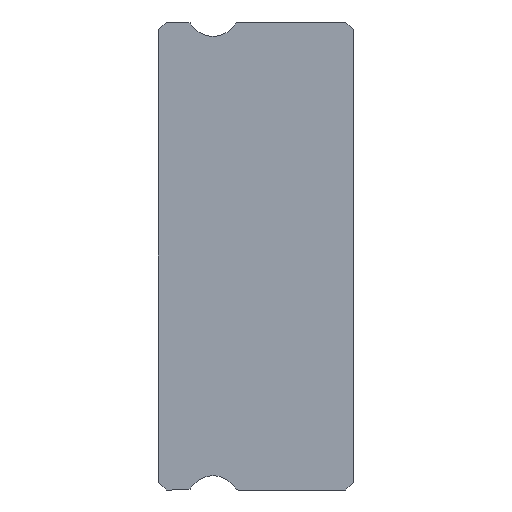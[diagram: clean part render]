
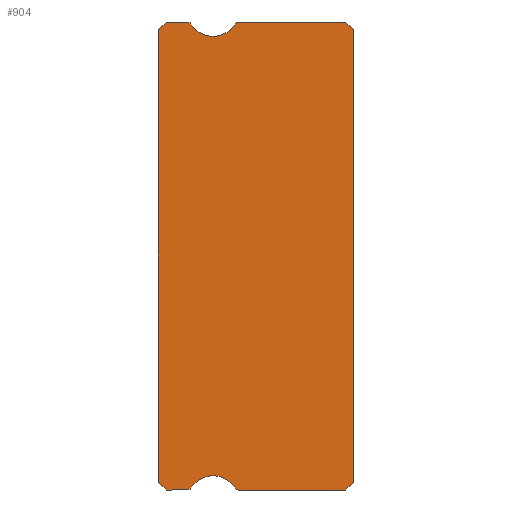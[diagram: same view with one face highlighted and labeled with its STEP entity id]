
A CAD part, left-side view. The second image highlights one B-rep face of the part: STEP entity #904.
In plain terms, the highlighted planar face has unit normal (-1, 0, 0).
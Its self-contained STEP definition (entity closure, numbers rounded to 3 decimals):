
#21 = LINE ( 'NONE', #3097, #2371 ) ;
#22 = CARTESIAN_POINT ( 'NONE',  ( -15., 6.253, 8.928 ) ) ;
#49 = LINE ( 'NONE', #1313, #1114 ) ;
#78 = EDGE_CURVE ( 'NONE', #417, #533, #2636, .T. ) ;
#136 = CARTESIAN_POINT ( 'NONE',  ( -15., 5.4, -9.45 ) ) ;
#164 = EDGE_CURVE ( 'NONE', #2910, #3226, #853, .T. ) ;
#172 = VERTEX_POINT ( 'NONE', #1149 ) ;
#211 = VECTOR ( 'NONE', #966, 1000. ) ;
#227 = DIRECTION ( 'NONE',  ( 0., 1., 0. ) ) ;
#230 = EDGE_CURVE ( 'NONE', #1783, #3060, #1540, .T. ) ;
#234 = CARTESIAN_POINT ( 'NONE',  ( -15., 4.547, -8.928 ) ) ;
#251 = EDGE_CURVE ( 'NONE', #172, #1182, #1272, .T. ) ;
#255 = EDGE_CURVE ( 'NONE', #783, #2747, #3035, .T. ) ;
#315 = DIRECTION ( 'NONE',  ( 0., 0., -1. ) ) ;
#332 = ORIENTED_EDGE ( 'NONE', *, *, #1056, .F. ) ;
#337 = ORIENTED_EDGE ( 'NONE', *, *, #164, .F. ) ;
#341 = AXIS2_PLACEMENT_3D ( 'NONE', #2270, #750, #1562 ) ;
#359 = DIRECTION ( 'NONE',  ( 1., 0., 0. ) ) ;
#366 = AXIS2_PLACEMENT_3D ( 'NONE', #2888, #359, #3172 ) ;
#375 = CARTESIAN_POINT ( 'NONE',  ( -15., 0.3, 9. ) ) ;
#410 = CARTESIAN_POINT ( 'NONE',  ( -15., 0., 8.7 ) ) ;
#417 = VERTEX_POINT ( 'NONE', #22 ) ;
#418 = CARTESIAN_POINT ( 'NONE',  ( -15., 4.419, 9. ) ) ;
#441 = ORIENTED_EDGE ( 'NONE', *, *, #230, .F. ) ;
#477 = CIRCLE ( 'NONE', #2272, 0.15 ) ;
#504 = EDGE_CURVE ( 'NONE', #3138, #680, #2934, .T. ) ;
#519 = DIRECTION ( 'NONE',  ( 1., 0., 0. ) ) ;
#533 = VERTEX_POINT ( 'NONE', #2657 ) ;
#560 = VECTOR ( 'NONE', #565, 1000. ) ;
#565 = DIRECTION ( 'NONE',  ( 0., 1., 0. ) ) ;
#566 = CARTESIAN_POINT ( 'NONE',  ( -15., 6.381, 8.85 ) ) ;
#580 = DIRECTION ( 'NONE',  ( 0., 0., -1. ) ) ;
#585 = EDGE_CURVE ( 'NONE', #3138, #783, #2727, .T. ) ;
#600 = CARTESIAN_POINT ( 'NONE',  ( -15., 7.5, 8.7 ) ) ;
#621 = CARTESIAN_POINT ( 'NONE',  ( -15., 6.381, -9. ) ) ;
#680 = VERTEX_POINT ( 'NONE', #1984 ) ;
#709 = FACE_OUTER_BOUND ( 'NONE', #1974, .T. ) ;
#713 = VERTEX_POINT ( 'NONE', #375 ) ;
#750 = DIRECTION ( 'NONE',  ( -1., 0., 0. ) ) ;
#768 = VERTEX_POINT ( 'NONE', #1669 ) ;
#769 = CARTESIAN_POINT ( 'NONE',  ( -15., 7.2, 9. ) ) ;
#783 = VERTEX_POINT ( 'NONE', #1619 ) ;
#823 = CARTESIAN_POINT ( 'NONE',  ( -15., 0., -8.7 ) ) ;
#841 = EDGE_CURVE ( 'NONE', #952, #768, #2700, .T. ) ;
#853 = CIRCLE ( 'NONE', #3071, 1. ) ;
#863 = DIRECTION ( 'NONE',  ( -1., 0., 0. ) ) ;
#889 = ORIENTED_EDGE ( 'NONE', *, *, #1344, .T. ) ;
#904 = ADVANCED_FACE ( 'NONE', ( #709 ), #999, .F. ) ;
#952 = VERTEX_POINT ( 'NONE', #823 ) ;
#954 = CARTESIAN_POINT ( 'NONE',  ( -15., 6.381, 9. ) ) ;
#961 = CIRCLE ( 'NONE', #2587, 0.15 ) ;
#966 = DIRECTION ( 'NONE',  ( 0., -0.707, -0.707 ) ) ;
#999 = PLANE ( 'NONE',  #1750 ) ;
#1001 = CARTESIAN_POINT ( 'NONE',  ( -15., 6.381, -9. ) ) ;
#1011 = VECTOR ( 'NONE', #2667, 1000. ) ;
#1041 = DIRECTION ( 'NONE',  ( 1., 0., 0. ) ) ;
#1048 = DIRECTION ( 'NONE',  ( 0., -0.707, -0.707 ) ) ;
#1056 = EDGE_CURVE ( 'NONE', #713, #1891, #21, .T. ) ;
#1114 = VECTOR ( 'NONE', #2080, 1000. ) ;
#1116 = AXIS2_PLACEMENT_3D ( 'NONE', #1847, #2853, #580 ) ;
#1121 = CARTESIAN_POINT ( 'NONE',  ( -15., 4.419, -9. ) ) ;
#1148 = ORIENTED_EDGE ( 'NONE', *, *, #2370, .F. ) ;
#1149 = CARTESIAN_POINT ( 'NONE',  ( -15., 6.381, 9. ) ) ;
#1171 = ORIENTED_EDGE ( 'NONE', *, *, #841, .F. ) ;
#1173 = AXIS2_PLACEMENT_3D ( 'NONE', #3271, #2985, #3018 ) ;
#1182 = VERTEX_POINT ( 'NONE', #769 ) ;
#1257 = CARTESIAN_POINT ( 'NONE',  ( -15., 7.2, 9. ) ) ;
#1272 = LINE ( 'NONE', #1257, #2698 ) ;
#1313 = CARTESIAN_POINT ( 'NONE',  ( -15., 0., 8.7 ) ) ;
#1321 = EDGE_CURVE ( 'NONE', #1182, #680, #2631, .T. ) ;
#1344 = EDGE_CURVE ( 'NONE', #952, #1891, #49, .T. ) ;
#1350 = ORIENTED_EDGE ( 'NONE', *, *, #255, .T. ) ;
#1399 = CARTESIAN_POINT ( 'NONE',  ( -15., 7.5, 8.85 ) ) ;
#1440 = VECTOR ( 'NONE', #2170, 1000. ) ;
#1458 = EDGE_CURVE ( 'NONE', #3060, #713, #1660, .T. ) ;
#1461 = CARTESIAN_POINT ( 'NONE',  ( -15., 7.2, -9. ) ) ;
#1487 = VECTOR ( 'NONE', #1612, 1000. ) ;
#1495 = CARTESIAN_POINT ( 'NONE',  ( -15., 6.381, 8.85 ) ) ;
#1540 = CIRCLE ( 'NONE', #1173, 0.15 ) ;
#1542 = EDGE_CURVE ( 'NONE', #3226, #2747, #961, .T. ) ;
#1562 = DIRECTION ( 'NONE',  ( 0., 0., -1. ) ) ;
#1566 = CIRCLE ( 'NONE', #341, 1. ) ;
#1612 = DIRECTION ( 'NONE',  ( 0., 0.707, -0.707 ) ) ;
#1619 = CARTESIAN_POINT ( 'NONE',  ( -15., 7.2, -9. ) ) ;
#1660 = LINE ( 'NONE', #954, #1011 ) ;
#1669 = CARTESIAN_POINT ( 'NONE',  ( -15., 0.3, -9. ) ) ;
#1684 = EDGE_CURVE ( 'NONE', #172, #417, #477, .T. ) ;
#1695 = ORIENTED_EDGE ( 'NONE', *, *, #1684, .F. ) ;
#1732 = EDGE_CURVE ( 'NONE', #2566, #2910, #3232, .T. ) ;
#1750 = AXIS2_PLACEMENT_3D ( 'NONE', #1495, #2497, #2730 ) ;
#1773 = DIRECTION ( 'NONE',  ( 0., 0., -1. ) ) ;
#1783 = VERTEX_POINT ( 'NONE', #3105 ) ;
#1836 = ORIENTED_EDGE ( 'NONE', *, *, #504, .F. ) ;
#1846 = ORIENTED_EDGE ( 'NONE', *, *, #1732, .F. ) ;
#1847 = CARTESIAN_POINT ( 'NONE',  ( -15., 5.4, 9.45 ) ) ;
#1891 = VERTEX_POINT ( 'NONE', #410 ) ;
#1959 = ORIENTED_EDGE ( 'NONE', *, *, #251, .T. ) ;
#1974 = EDGE_LOOP ( 'NONE', ( #1836, #2635, #1350, #2280, #337, #1846, #2337, #1171, #889, #332, #2217, #441, #1148, #2541, #1695, #1959, #2994 ) ) ;
#1984 = CARTESIAN_POINT ( 'NONE',  ( -15., 7.5, 8.7 ) ) ;
#2080 = DIRECTION ( 'NONE',  ( 0., 0., 1. ) ) ;
#2170 = DIRECTION ( 'NONE',  ( 0., 0., 1. ) ) ;
#2217 = ORIENTED_EDGE ( 'NONE', *, *, #1458, .F. ) ;
#2270 = CARTESIAN_POINT ( 'NONE',  ( -15., 5.4, 9.45 ) ) ;
#2272 = AXIS2_PLACEMENT_3D ( 'NONE', #566, #519, #315 ) ;
#2276 = CARTESIAN_POINT ( 'NONE',  ( -15., 7.5, -8.7 ) ) ;
#2280 = ORIENTED_EDGE ( 'NONE', *, *, #1542, .F. ) ;
#2292 = CARTESIAN_POINT ( 'NONE',  ( -15., 6.253, -8.928 ) ) ;
#2337 = ORIENTED_EDGE ( 'NONE', *, *, #2444, .F. ) ;
#2370 = EDGE_CURVE ( 'NONE', #533, #1783, #1566, .T. ) ;
#2371 = VECTOR ( 'NONE', #1048, 1000. ) ;
#2444 = EDGE_CURVE ( 'NONE', #768, #2566, #3087, .T. ) ;
#2464 = DIRECTION ( 'NONE',  ( 0., 0.707, -0.707 ) ) ;
#2497 = DIRECTION ( 'NONE',  ( 1., 0., 0. ) ) ;
#2541 = ORIENTED_EDGE ( 'NONE', *, *, #78, .F. ) ;
#2566 = VERTEX_POINT ( 'NONE', #1121 ) ;
#2587 = AXIS2_PLACEMENT_3D ( 'NONE', #3191, #1041, #1773 ) ;
#2631 = LINE ( 'NONE', #600, #1487 ) ;
#2635 = ORIENTED_EDGE ( 'NONE', *, *, #585, .T. ) ;
#2636 = CIRCLE ( 'NONE', #1116, 1. ) ;
#2657 = CARTESIAN_POINT ( 'NONE',  ( -15., 5.4, 8.45 ) ) ;
#2667 = DIRECTION ( 'NONE',  ( 0., -1., 0. ) ) ;
#2698 = VECTOR ( 'NONE', #227, 1000. ) ;
#2700 = LINE ( 'NONE', #2715, #2745 ) ;
#2715 = CARTESIAN_POINT ( 'NONE',  ( -15., 0., -8.7 ) ) ;
#2727 = LINE ( 'NONE', #1461, #211 ) ;
#2730 = DIRECTION ( 'NONE',  ( 0., 0., -1. ) ) ;
#2745 = VECTOR ( 'NONE', #2464, 1000. ) ;
#2747 = VERTEX_POINT ( 'NONE', #621 ) ;
#2768 = DIRECTION ( 'NONE',  ( 0., -1., 0. ) ) ;
#2853 = DIRECTION ( 'NONE',  ( -1., 0., 0. ) ) ;
#2888 = CARTESIAN_POINT ( 'NONE',  ( -15., 4.419, -8.85 ) ) ;
#2902 = DIRECTION ( 'NONE',  ( 0., 0., -1. ) ) ;
#2903 = CARTESIAN_POINT ( 'NONE',  ( -15., 6.381, -9. ) ) ;
#2910 = VERTEX_POINT ( 'NONE', #234 ) ;
#2934 = LINE ( 'NONE', #1399, #1440 ) ;
#2985 = DIRECTION ( 'NONE',  ( 1., 0., 0. ) ) ;
#2994 = ORIENTED_EDGE ( 'NONE', *, *, #1321, .T. ) ;
#3018 = DIRECTION ( 'NONE',  ( 0., 0., -1. ) ) ;
#3035 = LINE ( 'NONE', #1001, #3233 ) ;
#3060 = VERTEX_POINT ( 'NONE', #418 ) ;
#3071 = AXIS2_PLACEMENT_3D ( 'NONE', #136, #863, #2902 ) ;
#3087 = LINE ( 'NONE', #2903, #560 ) ;
#3097 = CARTESIAN_POINT ( 'NONE',  ( -15., 0.3, 9. ) ) ;
#3105 = CARTESIAN_POINT ( 'NONE',  ( -15., 4.547, 8.928 ) ) ;
#3138 = VERTEX_POINT ( 'NONE', #2276 ) ;
#3172 = DIRECTION ( 'NONE',  ( 0., 0., -1. ) ) ;
#3191 = CARTESIAN_POINT ( 'NONE',  ( -15., 6.381, -8.85 ) ) ;
#3226 = VERTEX_POINT ( 'NONE', #2292 ) ;
#3232 = CIRCLE ( 'NONE', #366, 0.15 ) ;
#3233 = VECTOR ( 'NONE', #2768, 1000. ) ;
#3271 = CARTESIAN_POINT ( 'NONE',  ( -15., 4.419, 8.85 ) ) ;
